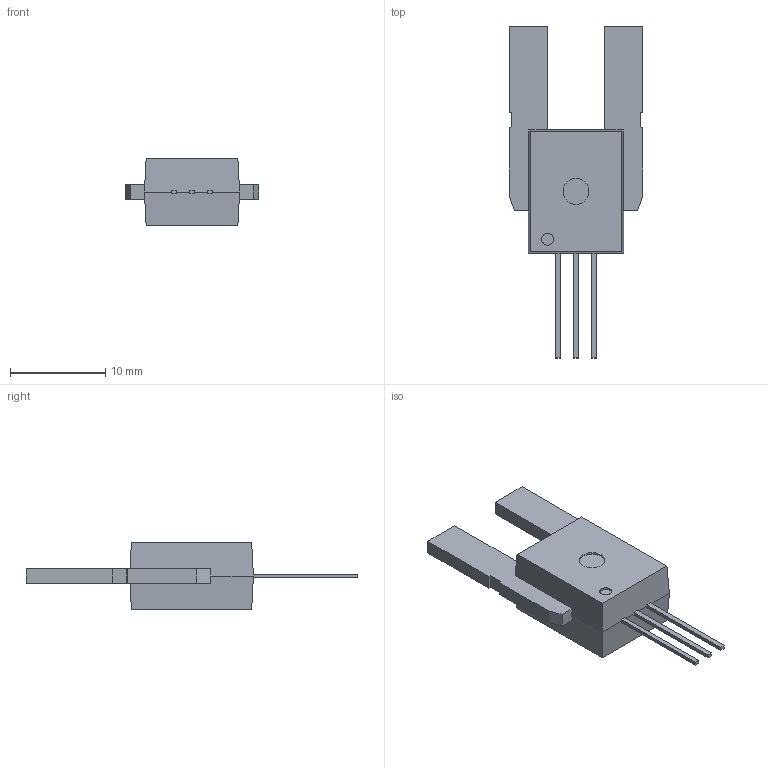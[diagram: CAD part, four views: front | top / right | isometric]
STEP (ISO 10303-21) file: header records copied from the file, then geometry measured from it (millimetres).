
FILE_DESCRIPTION(/* description */ ('Unknown'),/* implementation_level */ '2;1');
FILE_NAME(/* name */ 'ACS758ECB-200B-PSS-T',/* time_stamp */ '2023-01-17T06:38:43+02:00',/* author */ ('Unknown'),/* organization */ ('Unknown'),/* preprocessor_version */ 'ST-DEVELOPER v18.1',/* originating_system */ 'Solid Edge',/* authorisation */ 'Unknown');
FILE_SCHEMA (('AUTOMOTIVE_DESIGN {1 0 10303 214 3 1 1}'));
Length unit declared in the file: millimetre
Products named in the file (1): ACS758ECB-200B-PSS-T
Bounding box: 14.02 x 34.88 x 7 mm (x, y, z)
Volume: 1064.7 mm3; surface area: 942.6 mm2
Topology: 1 solids, 1 shells, 53 faces, 143 edges, 95 vertices
Faces by surface type: plane 50, cylinder 3
Full cylindrical faces by diameter (mm): 1.25 x1, 2.728 x2
Entity records: 2006 total; most frequent: CARTESIAN_POINT 287, ORIENTED_EDGE 278, DIRECTION 253, EDGE_CURVE 139, LINE 133, VECTOR 133, VERTEX_POINT 94, AXIS2_PLACEMENT_3D 60
